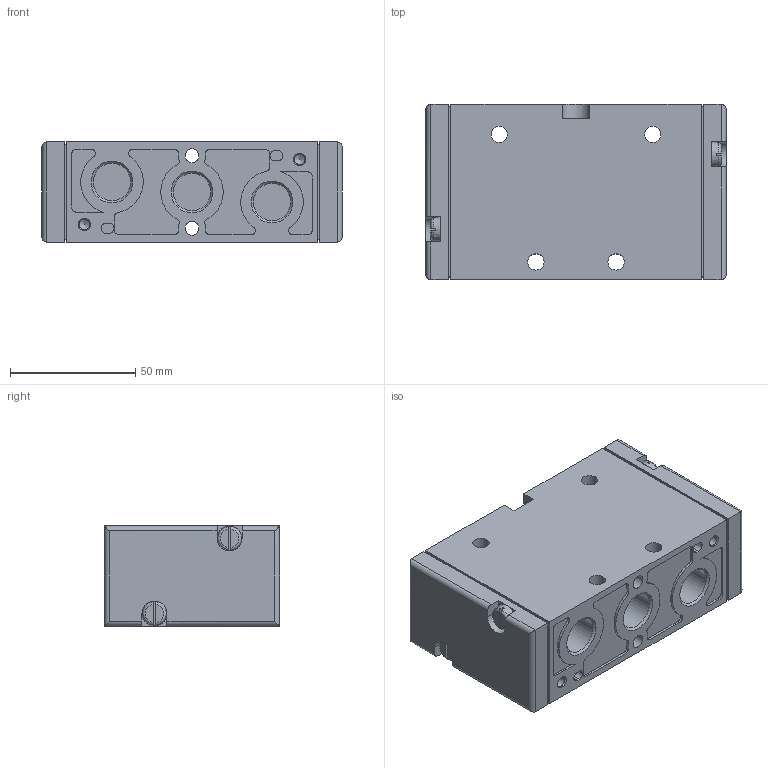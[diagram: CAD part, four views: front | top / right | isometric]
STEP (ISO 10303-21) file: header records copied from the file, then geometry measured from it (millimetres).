
FILE_DESCRIPTION(/* description */ ('STEP AP214'),/* implementation_level */ '2;1');
FILE_NAME(/* name */ '14953_J-5-3_8-B',/* time_stamp */ '2024-08-29T14:18:35+02:00',/* author */ ('License CC BY-ND 4.0'),/* organization */ ('CADENAS'),/* preprocessor_version */ 'ST-DEVELOPER v19.3',/* originating_system */ 'PARTsolutions',/* authorisation */ ' ');
FILE_SCHEMA (('AUTOMOTIVE_DESIGN {1 0 10303 214 3 1 1}'));
Length unit declared in the file: millimetre
Products named in the file (1): 14953 J-5-3/8-B
Bounding box: 120 x 70 x 40 mm (x, y, z)
Volume: 298254.2 mm3; surface area: 46484.4 mm2
Topology: 1 solids, 1 shells, 246 faces, 643 edges, 423 vertices
Faces by surface type: plane 118, cylinder 105, cone 15, torus 8
Full cylindrical faces by diameter (mm): 4.134 x2, 5.5 x2, 6.5 x4, 8.566 x2, 14.95 x5
Entity records: 7510 total; most frequent: CARTESIAN_POINT 1397, DIRECTION 1306, ORIENTED_EDGE 1210, EDGE_CURVE 605, AXIS2_PLACEMENT_3D 490, VERTEX_POINT 417, LINE 326, VECTOR 326
